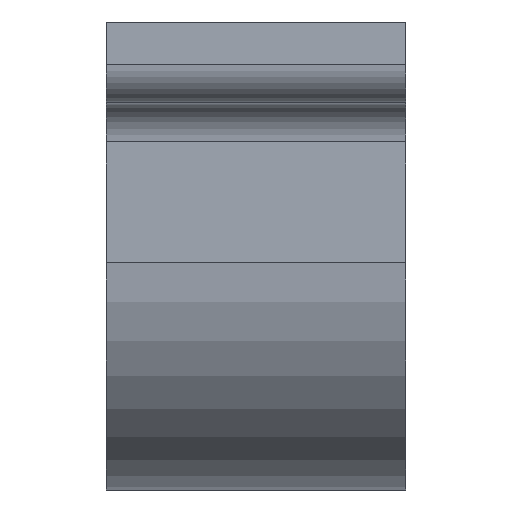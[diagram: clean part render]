
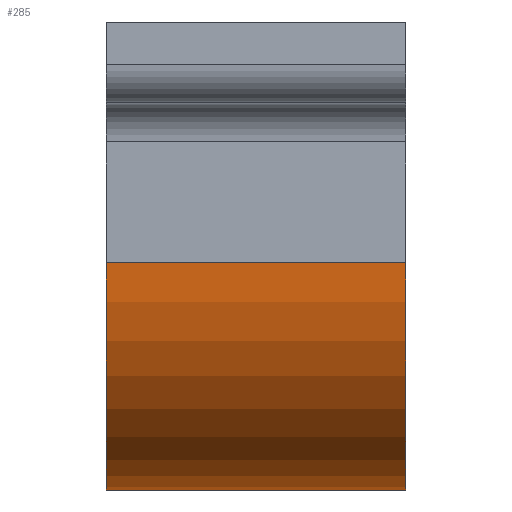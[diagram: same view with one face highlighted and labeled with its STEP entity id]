
A CAD part, left-side view. The second image highlights one B-rep face of the part: STEP entity #285.
In plain terms, the highlighted cylindrical face has radius 7.417 mm (diameter 14.834 mm), a partial arc.
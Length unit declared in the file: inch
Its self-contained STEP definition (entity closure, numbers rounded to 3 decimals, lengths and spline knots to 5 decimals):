
#14 = CARTESIAN_POINT ( 'NONE',  ( -0.292, 0.385, 0. ) ) ;
#37 = CARTESIAN_POINT ( 'NONE',  ( 0., 0.385, -0.292 ) ) ;
#46 = DIRECTION ( 'NONE',  ( 0., -1., 0. ) ) ;
#53 = VERTEX_POINT ( 'NONE', #625 ) ;
#60 = CARTESIAN_POINT ( 'NONE',  ( 0., 0., 0. ) ) ;
#68 = ORIENTED_EDGE ( 'NONE', *, *, #552, .T. ) ;
#79 = DIRECTION ( 'NONE',  ( 0., -1., 0. ) ) ;
#81 = EDGE_CURVE ( 'NONE', #286, #53, #252, .T. ) ;
#90 = VECTOR ( 'NONE', #46, 39.37008 ) ;
#120 = DIRECTION ( 'NONE',  ( 0., 0., 1. ) ) ;
#153 = CARTESIAN_POINT ( 'NONE',  ( 0., 0.385, 0. ) ) ;
#202 = VERTEX_POINT ( 'NONE', #517 ) ;
#228 = ORIENTED_EDGE ( 'NONE', *, *, #452, .T. ) ;
#235 = DIRECTION ( 'NONE',  ( 0., -1., 0. ) ) ;
#241 = CARTESIAN_POINT ( 'NONE',  ( 0., 0.385, -0.292 ) ) ;
#252 = CIRCLE ( 'NONE', #848, 0.292 ) ;
#276 = AXIS2_PLACEMENT_3D ( 'NONE', #60, #512, #120 ) ;
#282 = LINE ( 'NONE', #241, #90 ) ;
#285 = ADVANCED_FACE ( 'NONE', ( #749 ), #722, .T. ) ;
#286 = VERTEX_POINT ( 'NONE', #37 ) ;
#385 = LINE ( 'NONE', #14, #701 ) ;
#436 = ORIENTED_EDGE ( 'NONE', *, *, #81, .F. ) ;
#452 = EDGE_CURVE ( 'NONE', #286, #202, #282, .T. ) ;
#484 = DIRECTION ( 'NONE',  ( 0., 0., -1. ) ) ;
#492 = DIRECTION ( 'NONE',  ( 0., 0., 1. ) ) ;
#512 = DIRECTION ( 'NONE',  ( 0., 1., 0. ) ) ;
#514 = CIRCLE ( 'NONE', #276, 0.292 ) ;
#517 = CARTESIAN_POINT ( 'NONE',  ( 0., 0., -0.292 ) ) ;
#529 = VERTEX_POINT ( 'NONE', #646 ) ;
#552 = EDGE_CURVE ( 'NONE', #202, #529, #514, .T. ) ;
#555 = DIRECTION ( 'NONE',  ( 0., 1., 0. ) ) ;
#558 = CARTESIAN_POINT ( 'NONE',  ( 0., 0.385, 0. ) ) ;
#573 = AXIS2_PLACEMENT_3D ( 'NONE', #153, #235, #484 ) ;
#620 = ORIENTED_EDGE ( 'NONE', *, *, #687, .F. ) ;
#625 = CARTESIAN_POINT ( 'NONE',  ( -0.292, 0.385, 0. ) ) ;
#646 = CARTESIAN_POINT ( 'NONE',  ( -0.292, 0., 0. ) ) ;
#687 = EDGE_CURVE ( 'NONE', #53, #529, #385, .T. ) ;
#701 = VECTOR ( 'NONE', #79, 39.37008 ) ;
#722 = CYLINDRICAL_SURFACE ( 'NONE', #573, 0.292 ) ;
#749 = FACE_OUTER_BOUND ( 'NONE', #857, .T. ) ;
#848 = AXIS2_PLACEMENT_3D ( 'NONE', #558, #555, #492 ) ;
#857 = EDGE_LOOP ( 'NONE', ( #436, #228, #68, #620 ) ) ;
